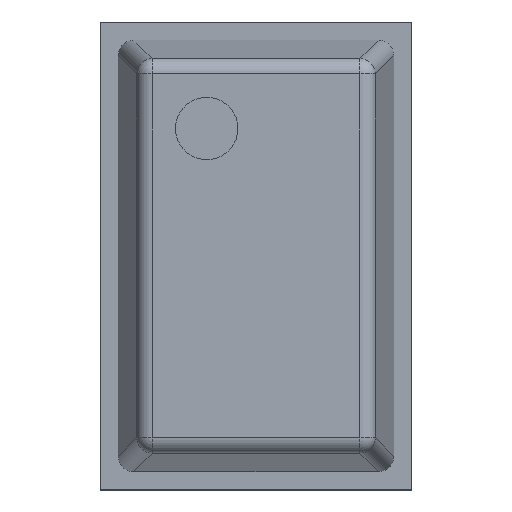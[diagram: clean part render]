
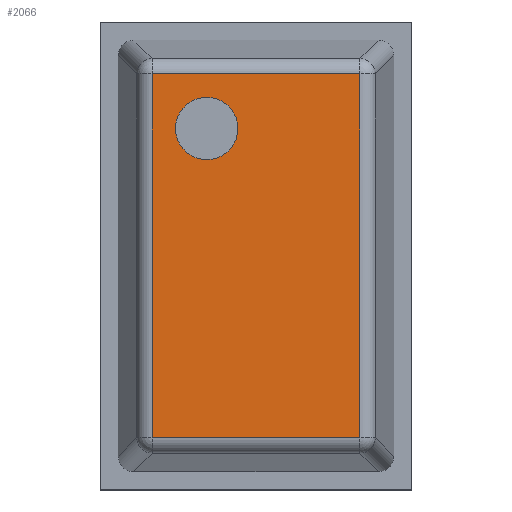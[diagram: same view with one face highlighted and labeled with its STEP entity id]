
A CAD part, top view. The second image highlights one B-rep face of the part: STEP entity #2066.
In plain terms, the highlighted planar face has unit normal (0, 0, 1).
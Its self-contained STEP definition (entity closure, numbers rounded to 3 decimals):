
#24=FACE_BOUND($,#333,.T.);
#97=PLANE($,#2248);
#210=FACE_OUTER_BOUND($,#332,.T.);
#332=EDGE_LOOP($,(#1695,#1696,#1697,#1698));
#333=EDGE_LOOP($,(#1699));
#511=LINE($,#3263,#751);
#512=LINE($,#3265,#752);
#514=LINE($,#3268,#754);
#517=LINE($,#3276,#757);
#751=VECTOR($,#2665,2.332);
#752=VECTOR($,#2668,1.332);
#754=VECTOR($,#2672,1.332);
#757=VECTOR($,#2681,2.332);
#871=CIRCLE($,#2191,0.2);
#965=VERTEX_POINT($,#3092);
#1022=VERTEX_POINT($,#3237);
#1023=VERTEX_POINT($,#3241);
#1026=VERTEX_POINT($,#3248);
#1027=VERTEX_POINT($,#3252);
#1187=EDGE_CURVE($,#965,#965,#871,.T.);
#1267=EDGE_CURVE($,#1027,#1026,#511,.T.);
#1268=EDGE_CURVE($,#1023,#1027,#512,.T.);
#1270=EDGE_CURVE($,#1026,#1022,#514,.T.);
#1274=EDGE_CURVE($,#1022,#1023,#517,.T.);
#1695=ORIENTED_EDGE($,*,*,#1267,.F.);
#1696=ORIENTED_EDGE($,*,*,#1268,.F.);
#1697=ORIENTED_EDGE($,*,*,#1274,.F.);
#1698=ORIENTED_EDGE($,*,*,#1270,.F.);
#1699=ORIENTED_EDGE($,*,*,#1187,.T.);
#2066=ADVANCED_FACE($,(#210,#24),#97,.T.);
#2191=AXIS2_PLACEMENT_3D($,#3093,#2510,#2511);
#2248=AXIS2_PLACEMENT_3D($,#3285,#2691,#2692);
#2510=DIRECTION('center_axis',(0.,0.,
-1.));
#2511=DIRECTION('ref_axis',(1.,0.,0.));
#2665=DIRECTION($,(0.,1.,0.));
#2668=DIRECTION($,(-1.,0.,0.));
#2672=DIRECTION($,(1.,0.,0.));
#2681=DIRECTION($,(0.,-1.,0.));
#2691=DIRECTION('center_axis',(0.,0.,
1.));
#2692=DIRECTION('ref_axis',(1.,0.,0.));
#3092=CARTESIAN_POINT('',(-0.116,0.816,1.));
#3093=CARTESIAN_POINT('Origin',(-0.316,0.816,1.));
#3237=CARTESIAN_POINT('',(0.666,1.166,1.));
#3241=CARTESIAN_POINT('',(0.666,-1.166,1.));
#3248=CARTESIAN_POINT('',(-0.666,1.166,1.));
#3252=CARTESIAN_POINT('',(-0.666,-1.166,1.));
#3263=CARTESIAN_POINT($,(-0.666,-0.35,1.));
#3265=CARTESIAN_POINT($,(0.225,-1.166,1.));
#3268=CARTESIAN_POINT($,(-0.225,1.166,1.));
#3276=CARTESIAN_POINT($,(0.666,0.35,1.));
#3285=CARTESIAN_POINT('Origin',(0.,0.,
1.));
